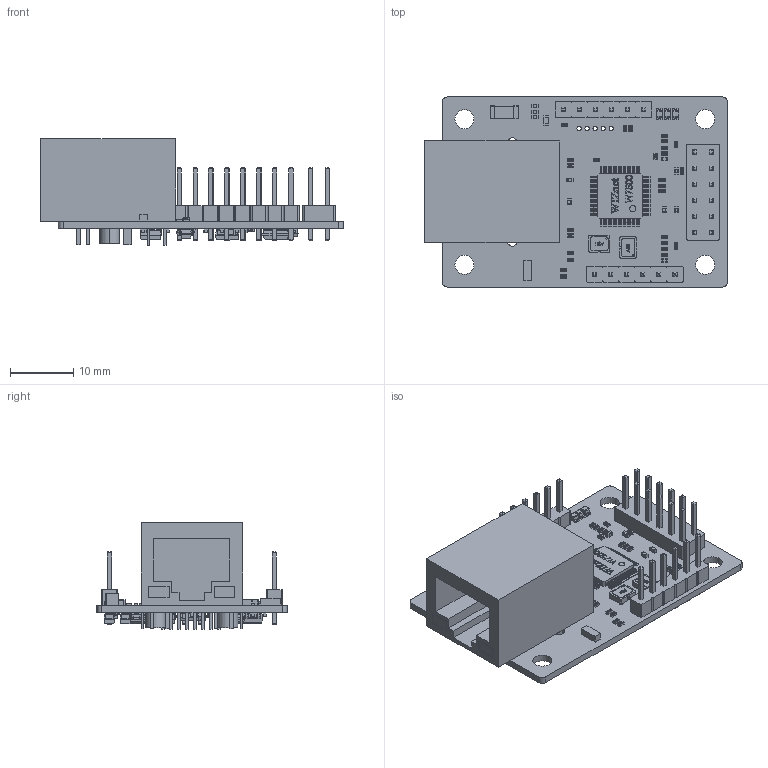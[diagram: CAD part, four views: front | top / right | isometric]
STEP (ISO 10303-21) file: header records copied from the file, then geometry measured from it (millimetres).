
FILE_DESCRIPTION(('Open CASCADE Model'),'2;1');
FILE_NAME('Open CASCADE Shape Model','2025-05-23T11:02:48',('Author'),( 'Open CASCADE'),'Open CASCADE STEP processor 6.8','Open CASCADE 6.8' ,'Unknown');
FILE_SCHEMA(('AUTOMOTIVE_DESIGN { 1 0 10303 214 1 1 1 1 }'));
Length unit declared in the file: millimetre
Products named in the file (140): PCB; Board; Open CASCADE STEP translator 6.8 1.1.1; U3; 6645954736; Extruded; R42; RES_C1005X04N; J2; PH03-6; R40; R39; R35; R34; R33; R6; D5; LED-0603-GREEN; User_Library-LTST-C190GKT_Pad005; User_Library-LTST-C190GKT_Pad001; User_Library-LTST-C190GKT_Pad004; User_Library-LTST-C190GKT_Pad003; User_Library-LTST-C190GKT_Lens; User_Library-LTST-C190GKT_Pad; D4; C28; CAPC1005X06; C27; C26; User_Library-Tantalum_Capacitor_Case_A; User_Library-Tantalum_Capacitor_Case_A_Tantalum_case_A_part1; User_Library-Tantalum_Capacitor_Case_A_Tantalum_case_A_part2; C25; C24; C23; R38; R37; D2; LED-0603-BLUE; User_Library-LTST-C190TBKT_Pad ...
Assembly tree (286 placements, depth 4):
  PCB
    Board
      Open CASCADE STEP translator 6.8 1.1.1
    U3
      6645954736
        Extruded
    R42
      RES_C1005X04N
    J2
      PH03-6
    R40
      RES_C1005X04N
    R39
      RES_C1005X04N
    R35
      RES_C1005X04N
    R34
      RES_C1005X04N
    R33
      RES_C1005X04N
    R6
      RES_C1005X04N
    D5
      LED-0603-GREEN
        User_Library-LTST-C190GKT_Pad005
        User_Library-LTST-C190GKT_Pad001
        User_Library-LTST-C190GKT_Pad004
        User_Library-LTST-C190GKT_Pad003
        User_Library-LTST-C190GKT_Lens
        User_Library-LTST-C190GKT_Pad
    D4
      LED-0603-GREEN
        User_Library-LTST-C190GKT_Pad005
        User_Library-LTST-C190GKT_Pad001
        User_Library-LTST-C190GKT_Pad004
        User_Library-LTST-C190GKT_Pad003
        User_Library-LTST-C190GKT_Lens
        User_Library-LTST-C190GKT_Pad
    C28
      CAPC1005X06
    C27
      CAPC1005X06
    C26
      User_Library-Tantalum_Capacitor_Case_A
        User_Library-Tantalum_Capacitor_Case_A_Tantalum_case_A_part1
        User_Library-Tantalum_Capacitor_Case_A_Tantalum_case_A_part2  x2
    C25
      CAPC1005X06
    C24
      CAPC1005X06
    C23
      User_Library-Tantalum_Capacitor_Case_A
        User_Library-Tantalum_Capacitor_Case_A_Tantalum_case_A_part1
        User_Library-Tantalum_Capacitor_Case_A_Tantalum_case_A_part2  x2
    R38
      RES_C1005X04N
    R37
      RES_C1005X04N
    D2
      LED-0603-BLUE
Bounding box: 47.8 x 30 x 16.8 mm (x, y, z)
Volume: 5609.8 mm3; surface area: 7397.4 mm2
Topology: 221 solids, 221 shells, 8646 faces, 24822 edges, 16535 vertices
Faces by surface type: plane 4707, cylinder 2786, bspline 1133, sphere 18, cone 2
Full cylindrical faces by diameter (mm): 0.7 x5, 0.89 x4, 0.9 x8, 0.914 x24, 1 x1, 1.6 x2, 3 x4, 3.25 x2
Entity records: 76636 total; most frequent: CARTESIAN_POINT 17334, ORIENTED_EDGE 9710, DIRECTION 9060, EDGE_CURVE 4855, LINE 3526, VECTOR 3526, VERTEX_POINT 3155, AXIS2_PLACEMENT_3D 2767
